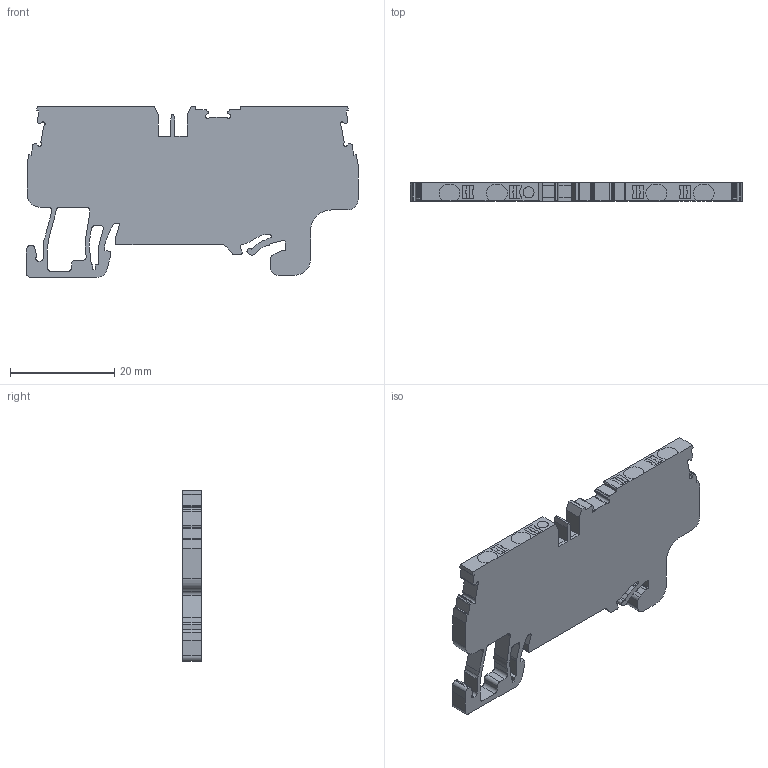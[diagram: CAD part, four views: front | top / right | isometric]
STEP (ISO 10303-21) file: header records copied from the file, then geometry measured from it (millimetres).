
FILE_DESCRIPTION(/* description */ ('Unknown'),/* implementation_level */ '2;1');
FILE_NAME(/* name */ 'CPG1.5_4',/* time_stamp */ '2018-07-30T14:28:23+06:00',/* author */ ('Unknown'),/* organization */ ('Unknown'),/* preprocessor_version */ 'ST-DEVELOPER v16.7',/* originating_system */ 'DEX',/* authorisation */ $);
FILE_SCHEMA (('AUTOMOTIVE_DESIGN {1 0 10303 214 3 1 1}'));
Length unit declared in the file: millimetre
Products named in the file (1): CPG1.5_4
Bounding box: 63.7 x 3.5 x 32.8 mm (x, y, z)
Volume: 5403.8 mm3; surface area: 4230.8 mm2
Topology: 1 solids, 1 shells, 300 faces, 882 edges, 589 vertices
Faces by surface type: plane 183, cylinder 117
Full cylindrical faces by diameter (mm): 2.1 x1
Entity records: 12123 total; most frequent: CARTESIAN_POINT 1769, ORIENTED_EDGE 1760, DIRECTION 1716, EDGE_CURVE 880, LINE 646, VECTOR 646, VERTEX_POINT 588, AXIS2_PLACEMENT_3D 535
